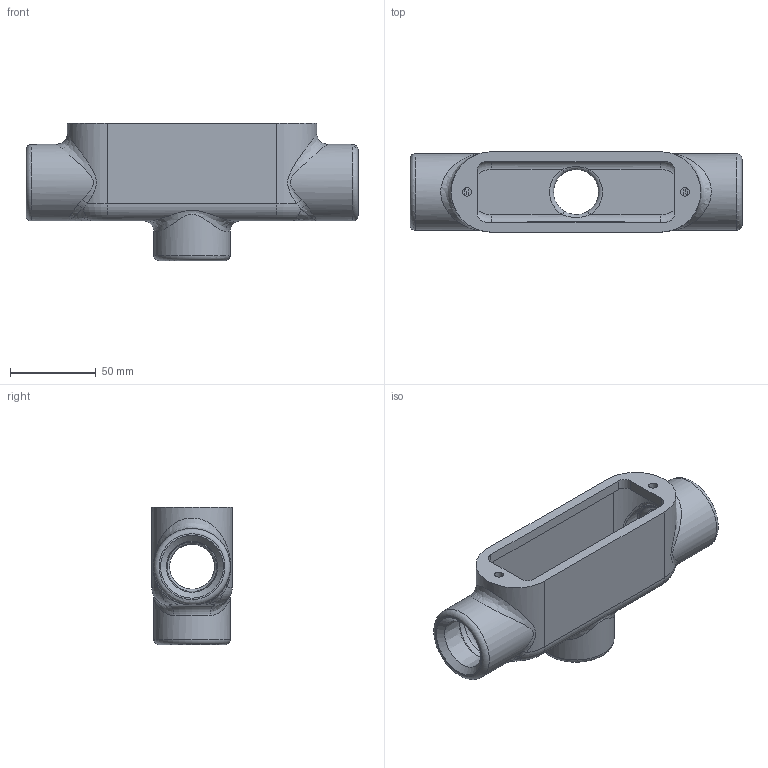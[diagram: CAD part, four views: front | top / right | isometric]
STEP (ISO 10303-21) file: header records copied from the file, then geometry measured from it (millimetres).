
FILE_DESCRIPTION(/* description */ ('FORM 8 LB38 AS MACHINED'),/* implementation_level */ '2;1');
FILE_NAME(/* name */ 'KIL_TB38.stp',/* time_stamp */ '2019-11-01T12:17:48+06:00',/* author */ ('mashraf'),/* organization */ (''),/* preprocessor_version */ 'ST-DEVELOPER v16.13',/* originating_system */ 'Autodesk Inventor 2018',/* authorisation */ '');
FILE_SCHEMA (('AUTOMOTIVE_DESIGN { 1 0 10303 214 3 1 1 }'));
Length unit declared in the file: inch
Products named in the file (1): 21750
Bounding box: 193.04 x 46.74 x 79.86 mm (x, y, z)
Volume: 170129.7 mm3; surface area: 64119.4 mm2
Topology: 1 solids, 1 shells, 713 faces, 1899 edges, 1245 vertices
Faces by surface type: plane 420, bspline 227, cylinder 36, torus 21, cone 9
Full cylindrical faces by diameter (mm): 4.978 x2, 10.35 x1, 12.7 x1, 33.553 x3, 44.45 x3
Entity records: 25458 total; most frequent: CARTESIAN_POINT 8556, ORIENTED_EDGE 3714, DIRECTION 2530, EDGE_CURVE 1857, LINE 1262, VECTOR 1262, VERTEX_POINT 1235, EDGE_LOOP 812
